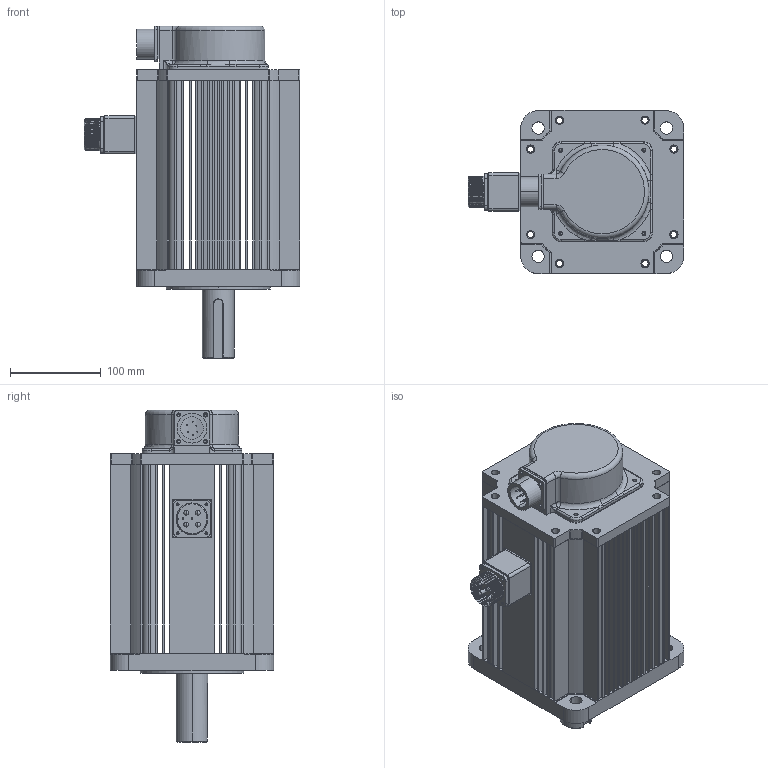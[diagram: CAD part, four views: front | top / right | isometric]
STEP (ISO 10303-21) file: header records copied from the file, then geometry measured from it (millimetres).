
FILE_DESCRIPTION (( 'STEP AP203' ), '1' );
FILE_NAME ('MS6H-180CS(CM)15BZ2-44P4.STEP', '2020-09-10T00:49:11', ( '' ), ( '' ), 'SwSTEP 2.0', 'SolidWorks 2016', '' );
FILE_SCHEMA (( 'CONFIG_CONTROL_DESIGN' ));
Length unit declared in the file: millimetre
Products named in the file (1): MS6H-180CS(CM)15BZ2-44P4
Bounding box: 237.9 x 180 x 366 mm (x, y, z)
Surface area: 434101.6 mm2 (no closed solid volume)
Topology: 0 solids, 19 shells, 746 faces, 2281 edges, 1538 vertices
Faces by surface type: plane 315, cylinder 310, torus 63, bspline 31, sphere 14, cone 13
Entity records: 31946 total; most frequent: CARTESIAN_POINT 11675, DIRECTION 4375, ORIENTED_EDGE 3881, EDGE_CURVE 2253, AXIS2_PLACEMENT_3D 1609, VERTEX_POINT 1526, VECTOR 1157, LINE 1157
